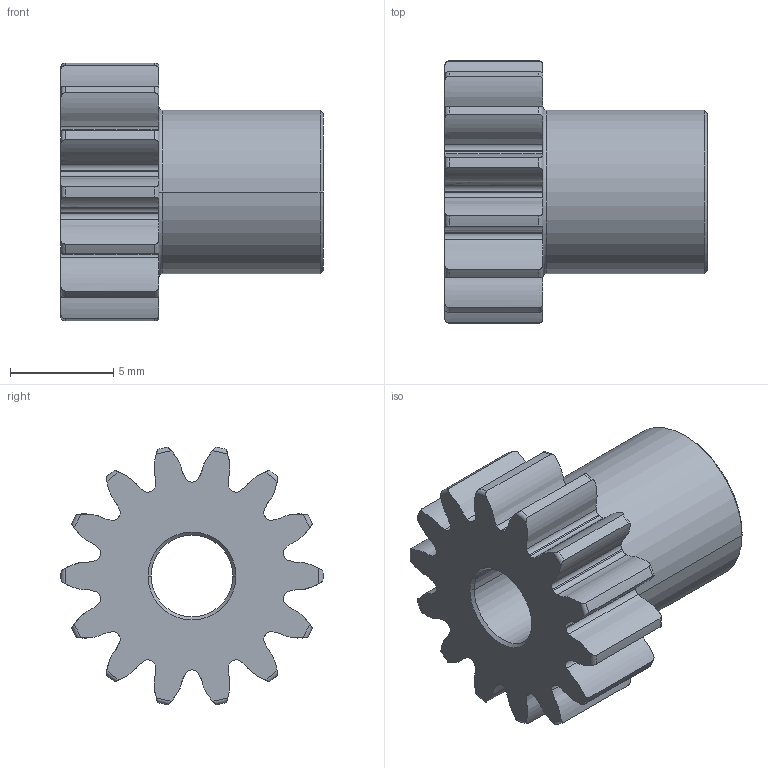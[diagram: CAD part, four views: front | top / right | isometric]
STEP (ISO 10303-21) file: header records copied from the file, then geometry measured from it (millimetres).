
FILE_DESCRIPTION((''),'2;1');
FILE_NAME('62266','2012-11-29T',('carefree'),(''),'PRO/ENGINEER BY PARAMETRIC TECHNOLOGY CORPORATION, 2005030','PRO/ENGINEER BY PARAMETRIC TECHNOLOGY CORPORATION, 2005030','');
FILE_SCHEMA(('CONFIG_CONTROL_DESIGN'));
Length unit declared in the file: inch
Products named in the file (1): 62266
Bounding box: 12.7 x 12.7 x 12.49 mm (x, y, z)
Volume: 687 mm3; surface area: 832.9 mm2
Topology: 1 solids, 1 shells, 127 faces, 364 edges, 240 vertices
Faces by surface type: cylinder 60, torus 30, extrusion 28, cone 6, plane 3
Entity records: 5874 total; most frequent: CARTESIAN_POINT 2573, ORIENTED_EDGE 728, DIRECTION 636, EDGE_CURVE 364, AXIS2_PLACEMENT_3D 257, VERTEX_POINT 240, CIRCLE 158, B_SPLINE_CURVE_WITH_KNOTS 140
